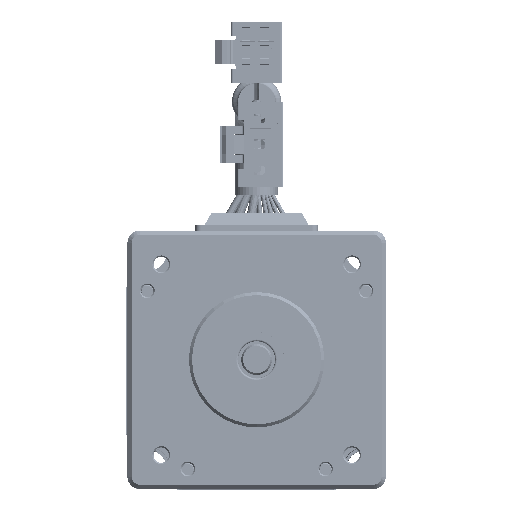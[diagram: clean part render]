
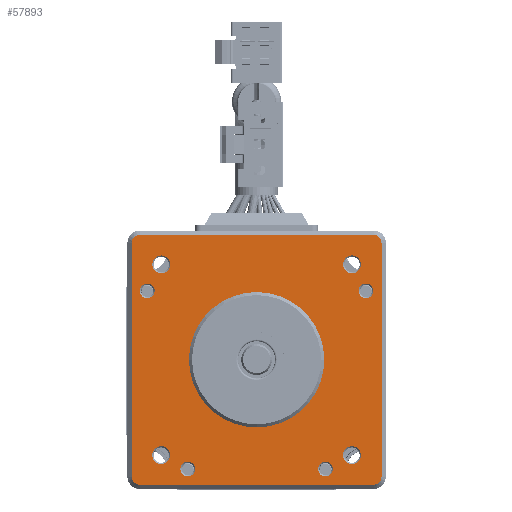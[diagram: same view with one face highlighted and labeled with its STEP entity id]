
A CAD part, top view. The second image highlights one B-rep face of the part: STEP entity #57893.
In plain terms, the highlighted planar face has unit normal (0, 0, 1).
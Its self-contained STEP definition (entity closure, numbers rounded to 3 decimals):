
#54451=DIRECTION('',(0.,1.,0.));
#54452=VECTOR('',#54451,38.);
#54453=CARTESIAN_POINT('',(20.3,-19.,-1.5));
#54454=LINE('',#54453,#54452);
#54468=DIRECTION('',(-1.,0.,0.));
#54469=VECTOR('',#54468,38.);
#54470=CARTESIAN_POINT('',(19.,20.3,-1.5));
#54471=LINE('',#54470,#54469);
#54485=DIRECTION('',(0.,-1.,0.));
#54486=VECTOR('',#54485,38.);
#54487=CARTESIAN_POINT('',(-20.3,19.,-1.5));
#54488=LINE('',#54487,#54486);
#54502=DIRECTION('',(1.,0.,0.));
#54503=VECTOR('',#54502,38.);
#54504=CARTESIAN_POINT('',(-19.,-20.3,-1.5));
#54505=LINE('',#54504,#54503);
#54506=CARTESIAN_POINT('',(19.,19.,-1.5));
#54507=DIRECTION('',(0.,0.,-1.));
#54508=DIRECTION('',(0.,1.,0.));
#54509=AXIS2_PLACEMENT_3D('',#54506,#54507,#54508);
#54511=CARTESIAN_POINT('',(19.,-19.,-1.5));
#54512=DIRECTION('',(0.,0.,-1.));
#54513=DIRECTION('',(1.,0.,0.));
#54514=AXIS2_PLACEMENT_3D('',#54511,#54512,#54513);
#54516=CARTESIAN_POINT('',(-19.,-19.,-1.5));
#54517=DIRECTION('',(0.,0.,-1.));
#54518=DIRECTION('',(0.,-1.,0.));
#54519=AXIS2_PLACEMENT_3D('',#54516,#54517,#54518);
#54521=CARTESIAN_POINT('',(-19.,19.,-1.5));
#54522=DIRECTION('',(0.,0.,-1.));
#54523=DIRECTION('',(-1.,0.,0.));
#54524=AXIS2_PLACEMENT_3D('',#54521,#54522,#54523);
#54526=CARTESIAN_POINT('',(-15.5,15.5,-1.5));
#54527=DIRECTION('',(0.,0.,1.));
#54528=DIRECTION('',(-1.,0.,0.));
#54529=AXIS2_PLACEMENT_3D('',#54526,#54527,#54528);
#54531=CARTESIAN_POINT('',(-15.5,15.5,-1.5));
#54532=DIRECTION('',(0.,0.,1.));
#54533=DIRECTION('',(1.,0.,0.));
#54534=AXIS2_PLACEMENT_3D('',#54531,#54532,#54533);
#54536=CARTESIAN_POINT('',(15.5,-15.5,-1.5));
#54537=DIRECTION('',(0.,0.,1.));
#54538=DIRECTION('',(-1.,0.,0.));
#54539=AXIS2_PLACEMENT_3D('',#54536,#54537,#54538);
#54541=CARTESIAN_POINT('',(15.5,-15.5,-1.5));
#54542=DIRECTION('',(0.,0.,1.));
#54543=DIRECTION('',(1.,0.,0.));
#54544=AXIS2_PLACEMENT_3D('',#54541,#54542,#54543);
#54546=CARTESIAN_POINT('',(15.5,15.5,-1.5));
#54547=DIRECTION('',(0.,0.,1.));
#54548=DIRECTION('',(-1.,0.,0.));
#54549=AXIS2_PLACEMENT_3D('',#54546,#54547,#54548);
#54551=CARTESIAN_POINT('',(15.5,15.5,-1.5));
#54552=DIRECTION('',(0.,0.,1.));
#54553=DIRECTION('',(1.,0.,0.));
#54554=AXIS2_PLACEMENT_3D('',#54551,#54552,#54553);
#54556=CARTESIAN_POINT('',(-17.77,11.19,-1.5));
#54557=DIRECTION('',(0.,0.,1.));
#54558=DIRECTION('',(-1.,0.,0.));
#54559=AXIS2_PLACEMENT_3D('',#54556,#54557,#54558);
#54561=CARTESIAN_POINT('',(-17.77,11.19,-1.5));
#54562=DIRECTION('',(0.,0.,1.));
#54563=DIRECTION('',(1.,0.,0.));
#54564=AXIS2_PLACEMENT_3D('',#54561,#54562,#54563);
#54566=CARTESIAN_POINT('',(17.77,11.19,-1.5));
#54567=DIRECTION('',(0.,0.,1.));
#54568=DIRECTION('',(-1.,0.,0.));
#54569=AXIS2_PLACEMENT_3D('',#54566,#54567,#54568);
#54571=CARTESIAN_POINT('',(17.77,11.19,-1.5));
#54572=DIRECTION('',(0.,0.,1.));
#54573=DIRECTION('',(1.,0.,0.));
#54574=AXIS2_PLACEMENT_3D('',#54571,#54572,#54573);
#54576=CARTESIAN_POINT('',(-11.19,-17.77,-1.5));
#54577=DIRECTION('',(0.,0.,1.));
#54578=DIRECTION('',(-1.,0.,0.));
#54579=AXIS2_PLACEMENT_3D('',#54576,#54577,#54578);
#54581=CARTESIAN_POINT('',(-11.19,-17.77,-1.5));
#54582=DIRECTION('',(0.,0.,1.));
#54583=DIRECTION('',(1.,0.,0.));
#54584=AXIS2_PLACEMENT_3D('',#54581,#54582,#54583);
#54586=CARTESIAN_POINT('',(11.19,-17.77,-1.5));
#54587=DIRECTION('',(0.,0.,1.));
#54588=DIRECTION('',(-1.,0.,0.));
#54589=AXIS2_PLACEMENT_3D('',#54586,#54587,#54588);
#54591=CARTESIAN_POINT('',(11.19,-17.77,-1.5));
#54592=DIRECTION('',(0.,0.,1.));
#54593=DIRECTION('',(1.,0.,0.));
#54594=AXIS2_PLACEMENT_3D('',#54591,#54592,#54593);
#54596=CARTESIAN_POINT('',(-15.5,-15.5,-1.5));
#54597=DIRECTION('',(0.,0.,1.));
#54598=DIRECTION('',(-1.,0.,0.));
#54599=AXIS2_PLACEMENT_3D('',#54596,#54597,#54598);
#54601=CARTESIAN_POINT('',(-15.5,-15.5,-1.5));
#54602=DIRECTION('',(0.,0.,1.));
#54603=DIRECTION('',(1.,0.,0.));
#54604=AXIS2_PLACEMENT_3D('',#54601,#54602,#54603);
#54606=CARTESIAN_POINT('',(0.,0.,-1.5));
#54607=DIRECTION('',(0.,0.,1.));
#54608=DIRECTION('',(-1.,0.,0.));
#54609=AXIS2_PLACEMENT_3D('',#54606,#54607,#54608);
#54611=CARTESIAN_POINT('',(0.,0.,-1.5));
#54612=DIRECTION('',(0.,0.,1.));
#54613=DIRECTION('',(1.,0.,0.));
#54614=AXIS2_PLACEMENT_3D('',#54611,#54612,#54613);
#56028=CARTESIAN_POINT('',(-11.,0.,-1.5));
#56029=VERTEX_POINT('',#56028);
#56030=CARTESIAN_POINT('',(11.,0.,-1.5));
#56031=VERTEX_POINT('',#56030);
#56032=CARTESIAN_POINT('',(19.,20.3,-1.5));
#56033=CARTESIAN_POINT('',(20.3,19.,-1.5));
#56034=VERTEX_POINT('',#56032);
#56035=VERTEX_POINT('',#56033);
#56036=CARTESIAN_POINT('',(20.3,-19.,-1.5));
#56037=VERTEX_POINT('',#56036);
#56038=CARTESIAN_POINT('',(19.,-20.3,-1.5));
#56039=VERTEX_POINT('',#56038);
#56040=CARTESIAN_POINT('',(-19.,-20.3,-1.5));
#56041=VERTEX_POINT('',#56040);
#56042=CARTESIAN_POINT('',(-20.3,-19.,-1.5));
#56043=VERTEX_POINT('',#56042);
#56044=CARTESIAN_POINT('',(-20.3,19.,-1.5));
#56045=VERTEX_POINT('',#56044);
#56046=CARTESIAN_POINT('',(-19.,20.3,-1.5));
#56047=VERTEX_POINT('',#56046);
#56048=CARTESIAN_POINT('',(-16.95,15.5,-1.5));
#56049=CARTESIAN_POINT('',(-14.05,15.5,-1.5));
#56050=VERTEX_POINT('',#56048);
#56051=VERTEX_POINT('',#56049);
#56052=CARTESIAN_POINT('',(14.05,-15.5,-1.5));
#56053=CARTESIAN_POINT('',(16.95,-15.5,-1.5));
#56054=VERTEX_POINT('',#56052);
#56055=VERTEX_POINT('',#56053);
#56056=CARTESIAN_POINT('',(14.05,15.5,-1.5));
#56057=CARTESIAN_POINT('',(16.95,15.5,-1.5));
#56058=VERTEX_POINT('',#56056);
#56059=VERTEX_POINT('',#56057);
#56060=CARTESIAN_POINT('',(-18.97,11.19,-1.5));
#56061=CARTESIAN_POINT('',(-16.57,11.19,-1.5));
#56062=VERTEX_POINT('',#56060);
#56063=VERTEX_POINT('',#56061);
#56064=CARTESIAN_POINT('',(16.57,11.19,-1.5));
#56065=CARTESIAN_POINT('',(18.97,11.19,-1.5));
#56066=VERTEX_POINT('',#56064);
#56067=VERTEX_POINT('',#56065);
#56068=CARTESIAN_POINT('',(-12.39,-17.77,-1.5));
#56069=CARTESIAN_POINT('',(-9.99,-17.77,-1.5));
#56070=VERTEX_POINT('',#56068);
#56071=VERTEX_POINT('',#56069);
#56072=CARTESIAN_POINT('',(9.99,-17.77,-1.5));
#56073=CARTESIAN_POINT('',(12.39,-17.77,-1.5));
#56074=VERTEX_POINT('',#56072);
#56075=VERTEX_POINT('',#56073);
#56076=CARTESIAN_POINT('',(-16.95,-15.5,-1.5));
#56077=CARTESIAN_POINT('',(-14.05,-15.5,-1.5));
#56078=VERTEX_POINT('',#56076);
#56079=VERTEX_POINT('',#56077);
#57824=CARTESIAN_POINT('',(0.,11.,-1.5));
#57825=DIRECTION('',(0.,0.,1.));
#57826=DIRECTION('',(1.,0.,0.));
#57827=AXIS2_PLACEMENT_3D('',#57824,#57825,#57826);
#57828=PLANE('',#57827);
#57829=ORIENTED_EDGE('',*,*,#57748,.T.);
#57830=ORIENTED_EDGE('',*,*,#57733,.F.);
#57831=ORIENTED_EDGE('',*,*,#57719,.T.);
#57832=ORIENTED_EDGE('',*,*,#57819,.F.);
#57833=ORIENTED_EDGE('',*,*,#57806,.T.);
#57834=ORIENTED_EDGE('',*,*,#57791,.F.);
#57835=ORIENTED_EDGE('',*,*,#57777,.T.);
#57836=ORIENTED_EDGE('',*,*,#57762,.F.);
#57837=EDGE_LOOP('',(#57829,#57830,#57831,#57832,#57833,#57834,#57835,#57836));
#57838=FACE_OUTER_BOUND('',#57837,.F.);
#57840=ORIENTED_EDGE('',*,*,#57839,.T.);
#57842=ORIENTED_EDGE('',*,*,#57841,.T.);
#57843=EDGE_LOOP('',(#57840,#57842));
#57844=FACE_BOUND('',#57843,.F.);
#57846=ORIENTED_EDGE('',*,*,#57845,.T.);
#57848=ORIENTED_EDGE('',*,*,#57847,.T.);
#57849=EDGE_LOOP('',(#57846,#57848));
#57850=FACE_BOUND('',#57849,.F.);
#57852=ORIENTED_EDGE('',*,*,#57851,.T.);
#57854=ORIENTED_EDGE('',*,*,#57853,.T.);
#57855=EDGE_LOOP('',(#57852,#57854));
#57856=FACE_BOUND('',#57855,.F.);
#57858=ORIENTED_EDGE('',*,*,#57857,.T.);
#57860=ORIENTED_EDGE('',*,*,#57859,.T.);
#57861=EDGE_LOOP('',(#57858,#57860));
#57862=FACE_BOUND('',#57861,.F.);
#57864=ORIENTED_EDGE('',*,*,#57863,.T.);
#57866=ORIENTED_EDGE('',*,*,#57865,.T.);
#57867=EDGE_LOOP('',(#57864,#57866));
#57868=FACE_BOUND('',#57867,.F.);
#57870=ORIENTED_EDGE('',*,*,#57869,.T.);
#57872=ORIENTED_EDGE('',*,*,#57871,.T.);
#57873=EDGE_LOOP('',(#57870,#57872));
#57874=FACE_BOUND('',#57873,.F.);
#57876=ORIENTED_EDGE('',*,*,#57875,.T.);
#57878=ORIENTED_EDGE('',*,*,#57877,.T.);
#57879=EDGE_LOOP('',(#57876,#57878));
#57880=FACE_BOUND('',#57879,.F.);
#57882=ORIENTED_EDGE('',*,*,#57881,.T.);
#57884=ORIENTED_EDGE('',*,*,#57883,.T.);
#57885=EDGE_LOOP('',(#57882,#57884));
#57886=FACE_BOUND('',#57885,.F.);
#57888=ORIENTED_EDGE('',*,*,#57887,.T.);
#57890=ORIENTED_EDGE('',*,*,#57889,.T.);
#57891=EDGE_LOOP('',(#57888,#57890));
#57892=FACE_BOUND('',#57891,.F.);
#57893=ADVANCED_FACE('',(#57838,#57844,#57850,#57856,#57862,#57868,#57874,
#57880,#57886,#57892),#57828,.T.);
#54510=CIRCLE('',#54509,1.3);
#54515=CIRCLE('',#54514,1.3);
#54520=CIRCLE('',#54519,1.3);
#54525=CIRCLE('',#54524,1.3);
#54530=CIRCLE('',#54529,1.45);
#54535=CIRCLE('',#54534,1.45);
#54540=CIRCLE('',#54539,1.45);
#54545=CIRCLE('',#54544,1.45);
#54550=CIRCLE('',#54549,1.45);
#54555=CIRCLE('',#54554,1.45);
#54560=CIRCLE('',#54559,1.2);
#54565=CIRCLE('',#54564,1.2);
#54570=CIRCLE('',#54569,1.2);
#54575=CIRCLE('',#54574,1.2);
#54580=CIRCLE('',#54579,1.2);
#54585=CIRCLE('',#54584,1.2);
#54590=CIRCLE('',#54589,1.2);
#54595=CIRCLE('',#54594,1.2);
#54600=CIRCLE('',#54599,1.45);
#54605=CIRCLE('',#54604,1.45);
#54610=CIRCLE('',#54609,11.);
#54615=CIRCLE('',#54614,11.);
#57719=EDGE_CURVE('',#56037,#56039,#54515,.T.);
#57733=EDGE_CURVE('',#56037,#56035,#54454,.T.);
#57748=EDGE_CURVE('',#56034,#56035,#54510,.T.);
#57762=EDGE_CURVE('',#56034,#56047,#54471,.T.);
#57777=EDGE_CURVE('',#56045,#56047,#54525,.T.);
#57791=EDGE_CURVE('',#56045,#56043,#54488,.T.);
#57806=EDGE_CURVE('',#56041,#56043,#54520,.T.);
#57819=EDGE_CURVE('',#56041,#56039,#54505,.T.);
#57839=EDGE_CURVE('',#56050,#56051,#54530,.T.);
#57841=EDGE_CURVE('',#56051,#56050,#54535,.T.);
#57845=EDGE_CURVE('',#56054,#56055,#54540,.T.);
#57847=EDGE_CURVE('',#56055,#56054,#54545,.T.);
#57851=EDGE_CURVE('',#56058,#56059,#54550,.T.);
#57853=EDGE_CURVE('',#56059,#56058,#54555,.T.);
#57857=EDGE_CURVE('',#56062,#56063,#54560,.T.);
#57859=EDGE_CURVE('',#56063,#56062,#54565,.T.);
#57863=EDGE_CURVE('',#56066,#56067,#54570,.T.);
#57865=EDGE_CURVE('',#56067,#56066,#54575,.T.);
#57869=EDGE_CURVE('',#56070,#56071,#54580,.T.);
#57871=EDGE_CURVE('',#56071,#56070,#54585,.T.);
#57875=EDGE_CURVE('',#56074,#56075,#54590,.T.);
#57877=EDGE_CURVE('',#56075,#56074,#54595,.T.);
#57881=EDGE_CURVE('',#56078,#56079,#54600,.T.);
#57883=EDGE_CURVE('',#56079,#56078,#54605,.T.);
#57887=EDGE_CURVE('',#56029,#56031,#54610,.T.);
#57889=EDGE_CURVE('',#56031,#56029,#54615,.T.);
